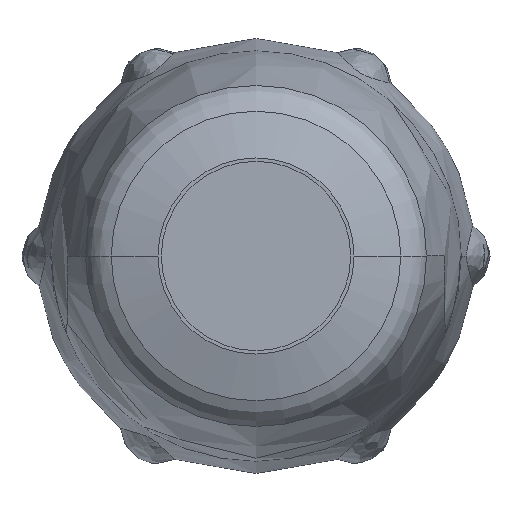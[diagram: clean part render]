
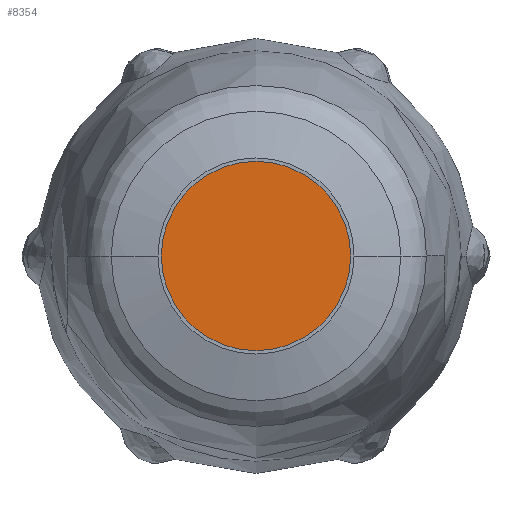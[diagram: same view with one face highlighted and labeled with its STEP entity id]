
A CAD part, front view. The second image highlights one B-rep face of the part: STEP entity #8354.
In plain terms, the highlighted planar face has unit normal (0, -1, 0).
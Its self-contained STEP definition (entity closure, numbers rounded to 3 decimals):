
#3535=CARTESIAN_POINT('',(0.,-56.3,0.));
#3536=DIRECTION('',(0.,-1.,0.));
#3537=DIRECTION('',(-1.,0.,0.));
#3538=AXIS2_PLACEMENT_3D('',#3535,#3536,#3537);
#3540=CARTESIAN_POINT('',(0.,-56.3,0.));
#3541=DIRECTION('',(0.,-1.,0.));
#3542=DIRECTION('',(1.,0.,0.));
#3543=AXIS2_PLACEMENT_3D('',#3540,#3541,#3542);
#4473=CARTESIAN_POINT('',(-6.,-56.3,0.));
#4474=CARTESIAN_POINT('',(6.,-56.3,0.));
#4475=VERTEX_POINT('',#4473);
#4476=VERTEX_POINT('',#4474);
#8344=CARTESIAN_POINT('',(0.,-56.3,0.));
#8345=DIRECTION('',(0.,1.,0.));
#8346=DIRECTION('',(0.,0.,-1.));
#8347=AXIS2_PLACEMENT_3D('',#8344,#8345,#8346);
#8348=PLANE('',#8347);
#8349=ORIENTED_EDGE('',*,*,#8334,.F.);
#8351=ORIENTED_EDGE('',*,*,#8350,.F.);
#8352=EDGE_LOOP('',(#8349,#8351));
#8353=FACE_OUTER_BOUND('',#8352,.F.);
#8354=ADVANCED_FACE('',(#8353),#8348,.F.);
#3539=CIRCLE('',#3538,6.);
#3544=CIRCLE('',#3543,6.);
#8334=EDGE_CURVE('',#4475,#4476,#3539,.T.);
#8350=EDGE_CURVE('',#4476,#4475,#3544,.T.);
